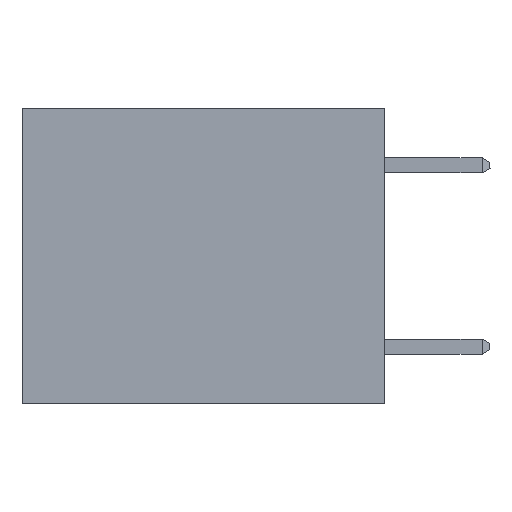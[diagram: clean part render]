
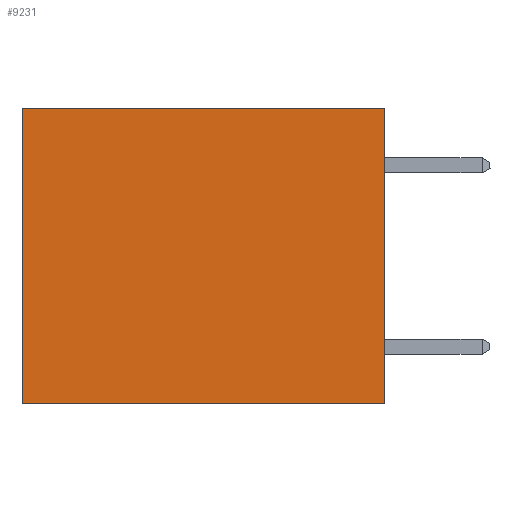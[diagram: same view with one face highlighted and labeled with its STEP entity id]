
A CAD part, left-side view. The second image highlights one B-rep face of the part: STEP entity #9231.
In plain terms, the highlighted planar face has unit normal (-1, 0, 0).
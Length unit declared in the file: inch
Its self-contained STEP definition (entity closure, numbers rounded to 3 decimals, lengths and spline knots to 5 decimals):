
#847 = DIRECTION ( 'NONE',  ( 0., 1., 0. ) ) ;
#1178 = VECTOR ( 'NONE', #16418, 39.37008 ) ;
#1845 = VERTEX_POINT ( 'NONE', #16714 ) ;
#1922 = ORIENTED_EDGE ( 'NONE', *, *, #13717, .F. ) ;
#2065 = DIRECTION ( 'NONE',  ( 0., 0., -1. ) ) ;
#3025 = LINE ( 'NONE', #19468, #14319 ) ;
#3274 = CARTESIAN_POINT ( 'NONE',  ( 0.3165, 0., -0.49 ) ) ;
#3933 = LINE ( 'NONE', #15200, #25288 ) ;
#4319 = PLANE ( 'NONE',  #9908 ) ;
#4589 = LINE ( 'NONE', #22621, #1178 ) ;
#6201 = ORIENTED_EDGE ( 'NONE', *, *, #8848, .T. ) ;
#8113 = DIRECTION ( 'NONE',  ( 1., 0., 0. ) ) ;
#8454 = CARTESIAN_POINT ( 'NONE',  ( 0.3165, 0., -0.49 ) ) ;
#8615 = VERTEX_POINT ( 'NONE', #11878 ) ;
#8848 = EDGE_CURVE ( 'NONE', #8615, #14821, #3933, .T. ) ;
#9231 = ADVANCED_FACE ( 'NONE', ( #23996 ), #4319, .F. ) ;
#9703 = DIRECTION ( 'NONE',  ( 0., 0., -1. ) ) ;
#9908 = AXIS2_PLACEMENT_3D ( 'NONE', #8454, #8113, #2065 ) ;
#11465 = VECTOR ( 'NONE', #24381, 39.37008 ) ;
#11878 = CARTESIAN_POINT ( 'NONE',  ( 0.3165, 0., 0. ) ) ;
#11901 = CARTESIAN_POINT ( 'NONE',  ( 0.3165, 0., -0.49 ) ) ;
#13717 = EDGE_CURVE ( 'NONE', #22939, #1845, #23766, .T. ) ;
#13857 = EDGE_LOOP ( 'NONE', ( #19575, #1922, #16940, #6201 ) ) ;
#14319 = VECTOR ( 'NONE', #9703, 39.37008 ) ;
#14821 = VERTEX_POINT ( 'NONE', #21752 ) ;
#15200 = CARTESIAN_POINT ( 'NONE',  ( 0.3165, 0., 0. ) ) ;
#16418 = DIRECTION ( 'NONE',  ( 0., 0., -1. ) ) ;
#16714 = CARTESIAN_POINT ( 'NONE',  ( 0.3165, 0.6, -0.49 ) ) ;
#16940 = ORIENTED_EDGE ( 'NONE', *, *, #22192, .F. ) ;
#19468 = CARTESIAN_POINT ( 'NONE',  ( 0.3165, 0., -0.49 ) ) ;
#19575 = ORIENTED_EDGE ( 'NONE', *, *, #26110, .T. ) ;
#21752 = CARTESIAN_POINT ( 'NONE',  ( 0.3165, 0.6, 0. ) ) ;
#22192 = EDGE_CURVE ( 'NONE', #8615, #22939, #3025, .T. ) ;
#22621 = CARTESIAN_POINT ( 'NONE',  ( 0.3165, 0.6, -0.49 ) ) ;
#22939 = VERTEX_POINT ( 'NONE', #3274 ) ;
#23766 = LINE ( 'NONE', #11901, #11465 ) ;
#23996 = FACE_OUTER_BOUND ( 'NONE', #13857, .T. ) ;
#24381 = DIRECTION ( 'NONE',  ( 0., 1., 0. ) ) ;
#25288 = VECTOR ( 'NONE', #847, 39.37008 ) ;
#26110 = EDGE_CURVE ( 'NONE', #14821, #1845, #4589, .T. ) ;
